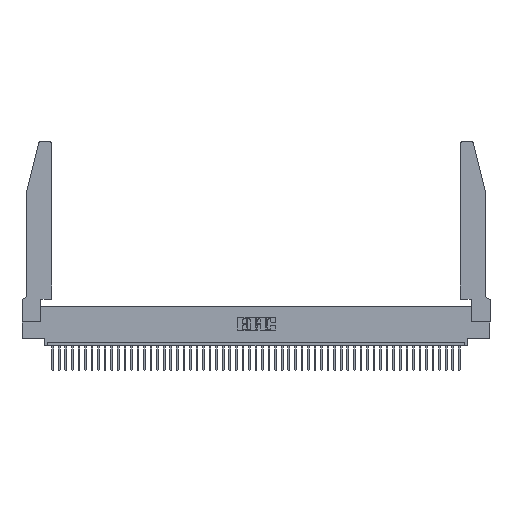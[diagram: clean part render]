
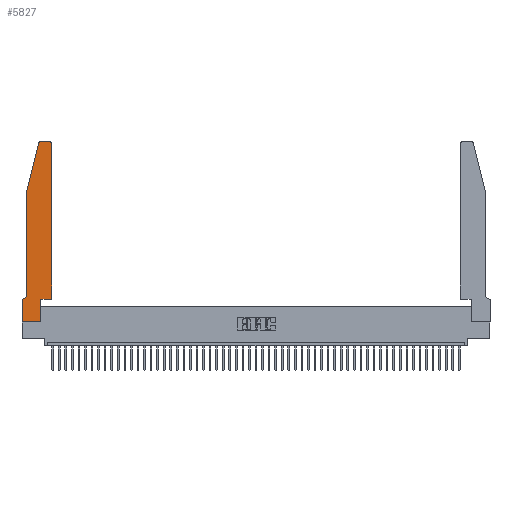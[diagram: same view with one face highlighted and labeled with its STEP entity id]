
A CAD part, top view. The second image highlights one B-rep face of the part: STEP entity #5827.
In plain terms, the highlighted planar face has unit normal (0, 0, 1).
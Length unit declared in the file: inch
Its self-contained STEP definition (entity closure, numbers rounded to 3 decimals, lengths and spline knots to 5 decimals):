
#616 = LINE ( 'NONE', #24808, #23978 ) ;
#707 = CARTESIAN_POINT ( 'NONE',  ( 0., 0., 0.37 ) ) ;
#1311 = EDGE_CURVE ( 'NONE', #4237, #40495, #7198, .T. ) ;
#1826 = DIRECTION ( 'NONE',  ( 0., 1., 0. ) ) ;
#4010 = ORIENTED_EDGE ( 'NONE', *, *, #8287, .T. ) ;
#4237 = VERTEX_POINT ( 'NONE', #19792 ) ;
#4335 = CARTESIAN_POINT ( 'NONE',  ( 0.0755, 0.35, 0.37 ) ) ;
#4623 = LINE ( 'NONE', #4335, #32759 ) ;
#5169 = EDGE_CURVE ( 'NONE', #34109, #29987, #20454, .T. ) ;
#5827 = ADVANCED_FACE ( 'NONE', ( #11461 ), #14593, .T. ) ;
#5945 = ORIENTED_EDGE ( 'NONE', *, *, #26444, .T. ) ;
#6302 = EDGE_CURVE ( 'NONE', #46666, #9679, #11373, .T. ) ;
#7075 = DIRECTION ( 'NONE',  ( 0., 0., 1. ) ) ;
#7198 = CIRCLE ( 'NONE', #14974, 0.03 ) ;
#7666 = CARTESIAN_POINT ( 'NONE',  ( 0.4205, 2.72, 0.37 ) ) ;
#8287 = EDGE_CURVE ( 'NONE', #33288, #32982, #4623, .T. ) ;
#9525 = DIRECTION ( 'NONE',  ( 0., 1., 0. ) ) ;
#9614 = VECTOR ( 'NONE', #20752, 39.37008 ) ;
#9627 = ORIENTED_EDGE ( 'NONE', *, *, #11590, .T. ) ;
#9679 = VERTEX_POINT ( 'NONE', #43374 ) ;
#10110 = DIRECTION ( 'NONE',  ( -1., 0., 0. ) ) ;
#11373 = LINE ( 'NONE', #20216, #9614 ) ;
#11461 = FACE_OUTER_BOUND ( 'NONE', #21046, .T. ) ;
#11590 = EDGE_CURVE ( 'NONE', #9679, #30392, #32745, .T. ) ;
#12846 = CARTESIAN_POINT ( 'NONE',  ( 0.0055, 0.42, 0.37 ) ) ;
#14593 = PLANE ( 'NONE',  #19480 ) ;
#14648 = DIRECTION ( 'NONE',  ( 1., 0., 0. ) ) ;
#14974 = AXIS2_PLACEMENT_3D ( 'NONE', #41709, #45706, #22277 ) ;
#15013 = VECTOR ( 'NONE', #40011, 39.37008 ) ;
#15900 = LINE ( 'NONE', #36696, #38188 ) ;
#18242 = CARTESIAN_POINT ( 'NONE',  ( 0.4205, 2.75, 0.37 ) ) ;
#19376 = DIRECTION ( 'NONE',  ( -1., 0., 0. ) ) ;
#19480 = AXIS2_PLACEMENT_3D ( 'NONE', #41351, #7075, #41837 ) ;
#19792 = CARTESIAN_POINT ( 'NONE',  ( 0.284, 2.75, 0.37 ) ) ;
#20216 = CARTESIAN_POINT ( 'NONE',  ( 0.4505, 0.35, 0.37 ) ) ;
#20303 = CARTESIAN_POINT ( 'NONE',  ( 0.0055, 0.35, 0.37 ) ) ;
#20454 = LINE ( 'NONE', #27174, #30627 ) ;
#20752 = DIRECTION ( 'NONE',  ( 1., 0., 0. ) ) ;
#20838 = CARTESIAN_POINT ( 'NONE',  ( 0.4505, 2.72, 0.37 ) ) ;
#20950 = AXIS2_PLACEMENT_3D ( 'NONE', #12846, #35944, #39986 ) ;
#21046 = EDGE_LOOP ( 'NONE', ( #48850, #23063, #39227, #30808, #23285, #4010, #44639, #23798, #22717, #31499, #9627, #5945 ) ) ;
#22173 = DIRECTION ( 'NONE',  ( -0.239, -0.971, 0. ) ) ;
#22277 = DIRECTION ( 'NONE',  ( 1., 0., 0. ) ) ;
#22362 = VERTEX_POINT ( 'NONE', #35084 ) ;
#22479 = EDGE_CURVE ( 'NONE', #40495, #34109, #616, .T. ) ;
#22717 = ORIENTED_EDGE ( 'NONE', *, *, #38919, .T. ) ;
#23063 = ORIENTED_EDGE ( 'NONE', *, *, #1311, .T. ) ;
#23285 = ORIENTED_EDGE ( 'NONE', *, *, #45720, .T. ) ;
#23798 = ORIENTED_EDGE ( 'NONE', *, *, #32326, .T. ) ;
#23978 = VECTOR ( 'NONE', #22173, 39.37008 ) ;
#24808 = CARTESIAN_POINT ( 'NONE',  ( 0.0755, 2., 0.37 ) ) ;
#24844 = EDGE_CURVE ( 'NONE', #41016, #4237, #15900, .T. ) ;
#26242 = CARTESIAN_POINT ( 'NONE',  ( 0., 0.35, 0.37 ) ) ;
#26444 = EDGE_CURVE ( 'NONE', #30392, #41016, #28934, .T. ) ;
#27174 = CARTESIAN_POINT ( 'NONE',  ( 0.0755, 2., 0.37 ) ) ;
#28934 = CIRCLE ( 'NONE', #44871, 0.03 ) ;
#29987 = VERTEX_POINT ( 'NONE', #38599 ) ;
#30308 = VERTEX_POINT ( 'NONE', #707 ) ;
#30392 = VERTEX_POINT ( 'NONE', #20838 ) ;
#30627 = VECTOR ( 'NONE', #39136, 39.37008 ) ;
#30808 = ORIENTED_EDGE ( 'NONE', *, *, #5169, .T. ) ;
#31499 = ORIENTED_EDGE ( 'NONE', *, *, #6302, .T. ) ;
#32227 = CARTESIAN_POINT ( 'NONE',  ( 0.4505, 0.35, 0.37 ) ) ;
#32326 = EDGE_CURVE ( 'NONE', #30308, #22362, #38337, .T. ) ;
#32745 = LINE ( 'NONE', #32227, #49438 ) ;
#32759 = VECTOR ( 'NONE', #19376, 39.37008 ) ;
#32982 = VERTEX_POINT ( 'NONE', #26242 ) ;
#33288 = VERTEX_POINT ( 'NONE', #20303 ) ;
#34109 = VERTEX_POINT ( 'NONE', #40071 ) ;
#34881 = CARTESIAN_POINT ( 'NONE',  ( 0.2865, 0.35, 0.37 ) ) ;
#35084 = CARTESIAN_POINT ( 'NONE',  ( 0.2865, 0., 0.37 ) ) ;
#35944 = DIRECTION ( 'NONE',  ( 0., 0., -1. ) ) ;
#36534 = VECTOR ( 'NONE', #1826, 39.37008 ) ;
#36696 = CARTESIAN_POINT ( 'NONE',  ( 0.2605, 2.75, 0.37 ) ) ;
#38188 = VECTOR ( 'NONE', #10110, 39.37008 ) ;
#38337 = LINE ( 'NONE', #44213, #15013 ) ;
#38395 = EDGE_CURVE ( 'NONE', #32982, #30308, #38934, .T. ) ;
#38599 = CARTESIAN_POINT ( 'NONE',  ( 0.0755, 0.42, 0.37 ) ) ;
#38919 = EDGE_CURVE ( 'NONE', #22362, #46666, #39483, .T. ) ;
#38934 = LINE ( 'NONE', #46204, #42537 ) ;
#39136 = DIRECTION ( 'NONE',  ( 0., -1., 0. ) ) ;
#39227 = ORIENTED_EDGE ( 'NONE', *, *, #22479, .T. ) ;
#39483 = LINE ( 'NONE', #47635, #36534 ) ;
#39986 = DIRECTION ( 'NONE',  ( -1., 0., 0. ) ) ;
#40011 = DIRECTION ( 'NONE',  ( 1., 0., 0. ) ) ;
#40057 = DIRECTION ( 'NONE',  ( 0., 0., 1. ) ) ;
#40071 = CARTESIAN_POINT ( 'NONE',  ( 0.0755, 2., 0.37 ) ) ;
#40495 = VERTEX_POINT ( 'NONE', #41083 ) ;
#41016 = VERTEX_POINT ( 'NONE', #18242 ) ;
#41083 = CARTESIAN_POINT ( 'NONE',  ( 0.25487, 2.72718, 0.37 ) ) ;
#41351 = CARTESIAN_POINT ( 'NONE',  ( 0., 0.35, 0.37 ) ) ;
#41709 = CARTESIAN_POINT ( 'NONE',  ( 0.284, 2.72, 0.37 ) ) ;
#41735 = DIRECTION ( 'NONE',  ( 0., -1., 0. ) ) ;
#41837 = DIRECTION ( 'NONE',  ( 1., 0., 0. ) ) ;
#42537 = VECTOR ( 'NONE', #41735, 39.37008 ) ;
#43374 = CARTESIAN_POINT ( 'NONE',  ( 0.4505, 0.35, 0.37 ) ) ;
#44213 = CARTESIAN_POINT ( 'NONE',  ( 0., 0., 0.37 ) ) ;
#44639 = ORIENTED_EDGE ( 'NONE', *, *, #38395, .T. ) ;
#44871 = AXIS2_PLACEMENT_3D ( 'NONE', #7666, #40057, #14648 ) ;
#45706 = DIRECTION ( 'NONE',  ( 0., 0., 1. ) ) ;
#45720 = EDGE_CURVE ( 'NONE', #29987, #33288, #46517, .T. ) ;
#46204 = CARTESIAN_POINT ( 'NONE',  ( 0., 0., 0.37 ) ) ;
#46517 = CIRCLE ( 'NONE', #20950, 0.07 ) ;
#46666 = VERTEX_POINT ( 'NONE', #34881 ) ;
#47635 = CARTESIAN_POINT ( 'NONE',  ( 0.2865, 0.35, 0.37 ) ) ;
#48850 = ORIENTED_EDGE ( 'NONE', *, *, #24844, .T. ) ;
#49438 = VECTOR ( 'NONE', #9525, 39.37008 ) ;
